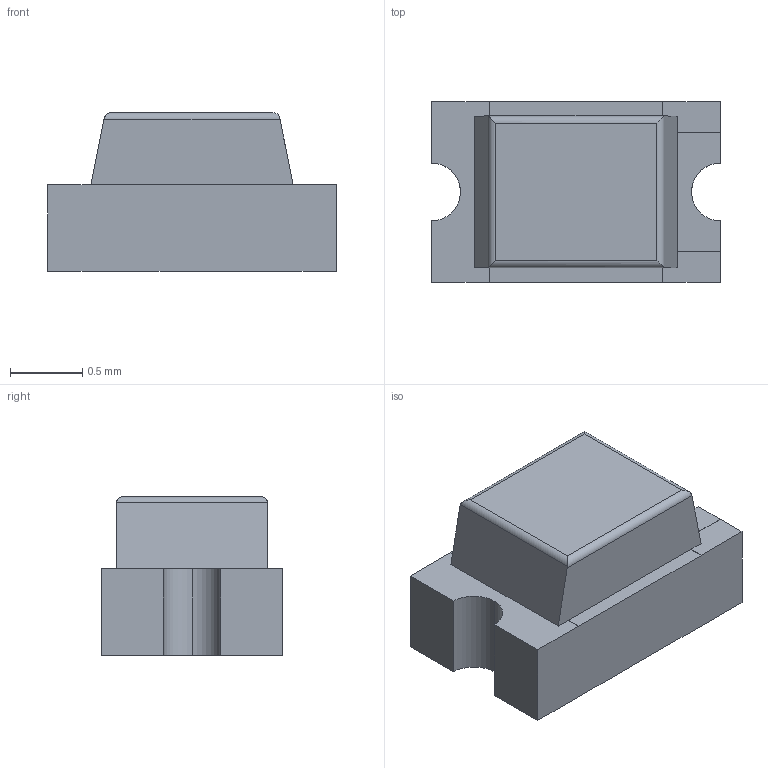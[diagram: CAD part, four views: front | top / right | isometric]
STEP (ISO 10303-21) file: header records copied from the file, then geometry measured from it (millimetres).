
FILE_DESCRIPTION (( 'STEP AP214' ), '1' );
FILE_NAME ('EAE75825-CF2B-4ECF-9AF1-D146C5590B0E.STEP', '2024-12-29T23:49:59', ( '' ), ( '' ), 'SwSTEP 2.0', 'SolidWorks 2022', '' );
FILE_SCHEMA (( 'AUTOMOTIVE_DESIGN' ));
Length unit declared in the file: millimetre
Products named in the file (1): EAE75825-CF2B-4ECF-9AF1-D146C5590B0E
Bounding box: 2 x 1.25 x 1.1 mm (x, y, z)
Volume: 2.1 mm3; surface area: 13.5 mm2
Topology: 1 solids, 1 shells, 45 faces, 129 edges, 84 vertices
Faces by surface type: plane 38, cylinder 7
Entity records: 1831 total; most frequent: CARTESIAN_POINT 283, ORIENTED_EDGE 258, DIRECTION 219, EDGE_CURVE 129, VECTOR 115, LINE 115, VERTEX_POINT 84, AXIS2_PLACEMENT_3D 52
